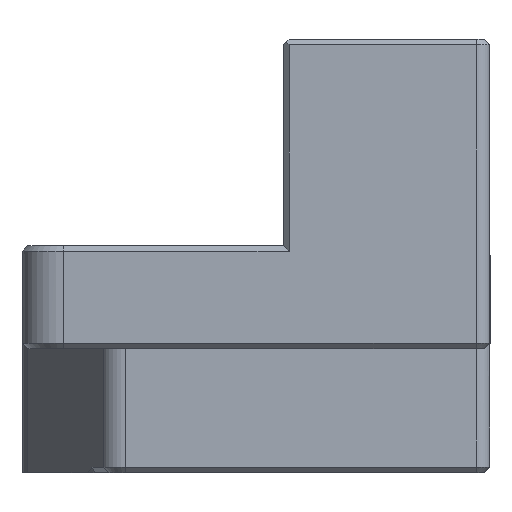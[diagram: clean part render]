
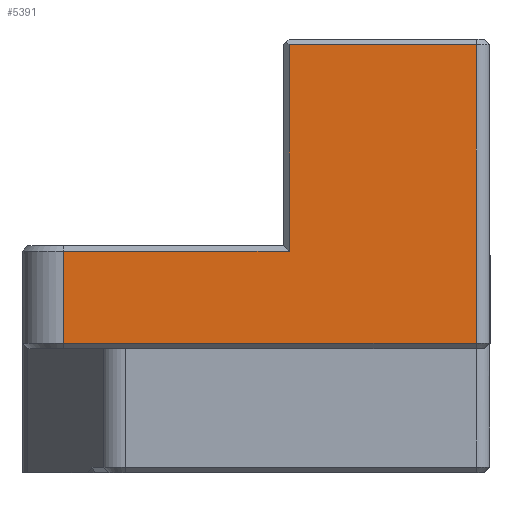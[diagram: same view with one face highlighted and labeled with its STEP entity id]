
A CAD part, left-side view. The second image highlights one B-rep face of the part: STEP entity #5391.
In plain terms, the highlighted planar face has unit normal (-1, 0, 0).
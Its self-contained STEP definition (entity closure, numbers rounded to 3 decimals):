
#815=FACE_OUTER_BOUND('',#1143,.T.);
#1143=EDGE_LOOP('',(#4800,#4801,#4802,#4803,#4804,#4805));
#1615=LINE('',#19402,#2089);
#1616=LINE('',#19404,#2090);
#1617=LINE('',#19406,#2091);
#1618=LINE('',#19407,#2092);
#1619=LINE('',#19409,#2093);
#1620=LINE('',#19410,#2094);
#2089=VECTOR('',#7204,1000.);
#2090=VECTOR('',#7205,1000.);
#2091=VECTOR('',#7206,1000.);
#2092=VECTOR('',#7207,1000.);
#2093=VECTOR('',#7208,1000.);
#2094=VECTOR('',#7209,1000.);
#2585=VERTEX_POINT('',#19337);
#2591=VERTEX_POINT('',#19400);
#2592=VERTEX_POINT('',#19401);
#2593=VERTEX_POINT('',#19403);
#2594=VERTEX_POINT('',#19405);
#2595=VERTEX_POINT('',#19408);
#3339=EDGE_CURVE('',#2591,#2592,#1615,.T.);
#3340=EDGE_CURVE('',#2592,#2593,#1616,.T.);
#3341=EDGE_CURVE('',#2593,#2594,#1617,.T.);
#3342=EDGE_CURVE('',#2594,#2585,#1618,.T.);
#3343=EDGE_CURVE('',#2585,#2595,#1619,.T.);
#3344=EDGE_CURVE('',#2595,#2591,#1620,.T.);
#4800=ORIENTED_EDGE('',*,*,#3339,.T.);
#4801=ORIENTED_EDGE('',*,*,#3340,.T.);
#4802=ORIENTED_EDGE('',*,*,#3341,.T.);
#4803=ORIENTED_EDGE('',*,*,#3342,.T.);
#4804=ORIENTED_EDGE('',*,*,#3343,.T.);
#4805=ORIENTED_EDGE('',*,*,#3344,.T.);
#5097=PLANE('',#5889);
#5391=ADVANCED_FACE('',(#815),#5097,.T.);
#5889=AXIS2_PLACEMENT_3D('',#19399,#7202,#7203);
#7202=DIRECTION('center_axis',(-1.,0.,0.));
#7203=DIRECTION('ref_axis',(0.,-1.,0.));
#7204=DIRECTION('',(0.,1.,0.));
#7205=DIRECTION('',(0.,0.,-1.));
#7206=DIRECTION('',(0.,-1.,0.));
#7207=DIRECTION('',(0.,0.,-1.));
#7208=DIRECTION('',(0.,-1.,0.));
#7209=DIRECTION('',(0.,0.,1.));
#19337=CARTESIAN_POINT('',(-7.5,157.033,-16.014));
#19399=CARTESIAN_POINT('Origin',(-7.5,0.,
0.));
#19400=CARTESIAN_POINT('',(-7.5,150.333,14.));
#19401=CARTESIAN_POINT('',(-7.5,172.033,14.));
#19402=CARTESIAN_POINT('',(-7.5,0.,14.));
#19403=CARTESIAN_POINT('',(-7.5,172.033,0.4));
#19404=CARTESIAN_POINT('',(-7.5,172.033,0.));
#19405=CARTESIAN_POINT('',(-7.5,157.033,0.4));
#19406=CARTESIAN_POINT('',(-7.5,0.,0.4));
#19407=CARTESIAN_POINT('',(-7.5,157.033,0.));
#19408=CARTESIAN_POINT('',(-7.5,150.333,-16.014));
#19409=CARTESIAN_POINT('',(-7.5,157.433,-16.014));
#19410=CARTESIAN_POINT('',(-7.5,150.333,-8.55));
